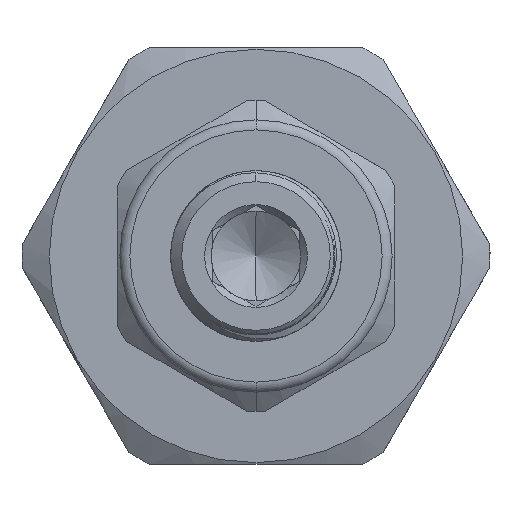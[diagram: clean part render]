
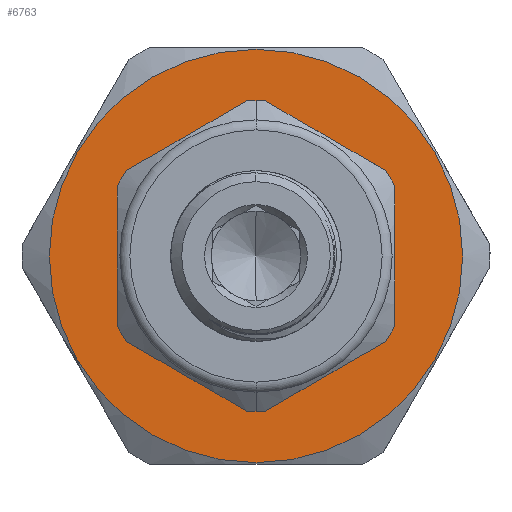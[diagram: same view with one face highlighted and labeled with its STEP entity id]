
A CAD part, left-side view. The second image highlights one B-rep face of the part: STEP entity #6763.
In plain terms, the highlighted planar face has unit normal (-1, 0, 0).
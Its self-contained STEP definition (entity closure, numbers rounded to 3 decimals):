
#175 = CIRCLE ( 'NONE', #5966, 6.225 ) ;
#179 = CIRCLE ( 'NONE', #5969, 9.45 ) ;
#2367 = EDGE_CURVE ( 'NONE', #12588, #12578, #6430, .T. ) ;
#2368 = EDGE_CURVE ( 'NONE', #12602, #12648, #6431, .T. ) ;
#5207 = CARTESIAN_POINT ( 'NONE',  ( 0., 0., 0. ) ) ;
#5208 = DIRECTION ( 'NONE',  ( -1., 0., 0. ) ) ;
#5209 = DIRECTION ( 'NONE',  ( 0., 0., -1. ) ) ;
#5216 = CARTESIAN_POINT ( 'NONE',  ( 0., 0., 0. ) ) ;
#5217 = DIRECTION ( 'NONE',  ( 1., 0., 0. ) ) ;
#5218 = DIRECTION ( 'NONE',  ( 0., 0., -1. ) ) ;
#5260 = CARTESIAN_POINT ( 'NONE',  ( 0., 0., 6.225 ) ) ;
#5265 = CARTESIAN_POINT ( 'NONE',  ( 0., 0., -6.225 ) ) ;
#5280 = CARTESIAN_POINT ( 'NONE',  ( 0., 0., 9.45 ) ) ;
#5306 = CARTESIAN_POINT ( 'NONE',  ( 0., 0., -9.45 ) ) ;
#5595 = AXIS2_PLACEMENT_3D ( 'NONE', #6367, #6362, #6304 ) ;
#5596 = AXIS2_PLACEMENT_3D ( 'NONE', #6384, #6306, #6305 ) ;
#5665 = AXIS2_PLACEMENT_3D ( 'NONE', #12109, #12119, #12120 ) ;
#5966 = AXIS2_PLACEMENT_3D ( 'NONE', #5207, #5208, #5209 ) ;
#5969 = AXIS2_PLACEMENT_3D ( 'NONE', #5216, #5217, #5218 ) ;
#6304 = DIRECTION ( 'NONE',  ( 0., 0., -1. ) ) ;
#6305 = DIRECTION ( 'NONE',  ( 0., 0., -1. ) ) ;
#6306 = DIRECTION ( 'NONE',  ( 1., 0., 0. ) ) ;
#6362 = DIRECTION ( 'NONE',  ( -1., 0., 0. ) ) ;
#6367 = CARTESIAN_POINT ( 'NONE',  ( 0., 0., 0. ) ) ;
#6384 = CARTESIAN_POINT ( 'NONE',  ( 0., 0., 0. ) ) ;
#6430 = CIRCLE ( 'NONE', #5595, 6.225 ) ;
#6431 = CIRCLE ( 'NONE', #5596, 9.45 ) ;
#6763 = ADVANCED_FACE ( 'NONE', ( #11096, #11091 ), #12117, .F. ) ;
#11091 = FACE_BOUND ( 'NONE', #13646, .T. ) ;
#11096 = FACE_OUTER_BOUND ( 'NONE', #13930, .T. ) ;
#11196 = EDGE_CURVE ( 'NONE', #12578, #12588, #175, .T. ) ;
#11200 = EDGE_CURVE ( 'NONE', #12648, #12602, #179, .T. ) ;
#12109 = CARTESIAN_POINT ( 'NONE',  ( 0., 0., 0. ) ) ;
#12117 = PLANE ( 'NONE',  #5665 ) ;
#12119 = DIRECTION ( 'NONE',  ( 1., 0., 0. ) ) ;
#12120 = DIRECTION ( 'NONE',  ( 0., 0., -1. ) ) ;
#12578 = VERTEX_POINT ( 'NONE', #5260 ) ;
#12588 = VERTEX_POINT ( 'NONE', #5265 ) ;
#12602 = VERTEX_POINT ( 'NONE', #5280 ) ;
#12648 = VERTEX_POINT ( 'NONE', #5306 ) ;
#13646 = EDGE_LOOP ( 'NONE', ( #13910, #13780 ) ) ;
#13679 = ORIENTED_EDGE ( 'NONE', *, *, #2368, .F. ) ;
#13780 = ORIENTED_EDGE ( 'NONE', *, *, #2367, .F. ) ;
#13894 = ORIENTED_EDGE ( 'NONE', *, *, #11200, .F. ) ;
#13910 = ORIENTED_EDGE ( 'NONE', *, *, #11196, .F. ) ;
#13930 = EDGE_LOOP ( 'NONE', ( #13894, #13679 ) ) ;
